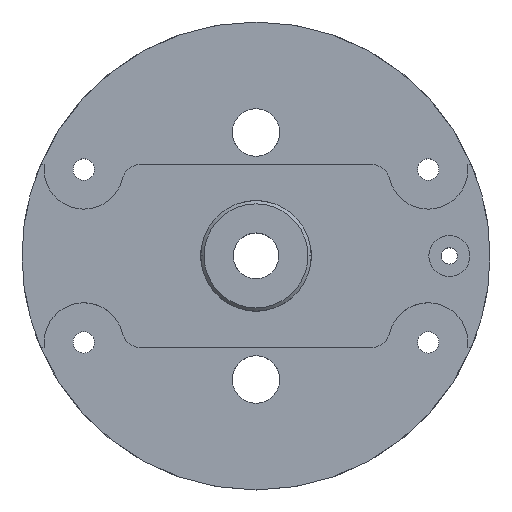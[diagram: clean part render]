
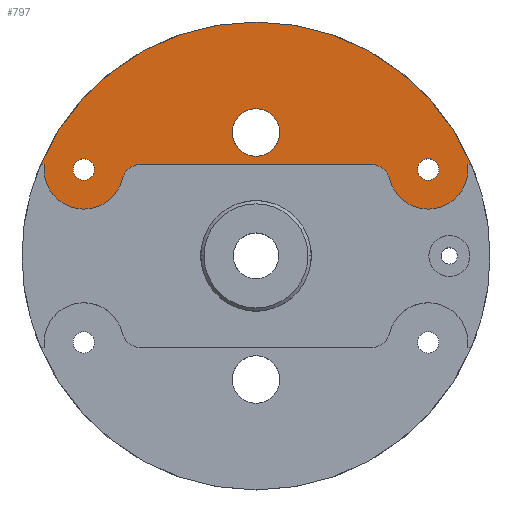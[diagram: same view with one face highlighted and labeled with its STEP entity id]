
A CAD part, top view. The second image highlights one B-rep face of the part: STEP entity #797.
In plain terms, the highlighted planar face has unit normal (0, 0, 1).
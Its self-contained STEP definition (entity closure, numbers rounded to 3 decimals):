
#27 = VERTEX_POINT ( 'NONE', #1229 ) ;
#47 = FACE_BOUND ( 'NONE', #456, .T. ) ;
#60 = CARTESIAN_POINT ( 'NONE',  ( -20.581, 11.825, 2.3 ) ) ;
#61 = AXIS2_PLACEMENT_3D ( 'NONE', #2393, #1527, #1311 ) ;
#62 = LINE ( 'NONE', #914, #1364 ) ;
#73 = CARTESIAN_POINT ( 'NONE',  ( 26.5, 13.3, 2.3 ) ) ;
#74 = CIRCLE ( 'NONE', #1425, 3. ) ;
#152 = VERTEX_POINT ( 'NONE', #2689 ) ;
#178 = CARTESIAN_POINT ( 'NONE',  ( 3.65, 19., 2.3 ) ) ;
#195 = DIRECTION ( 'NONE',  ( 1., 0., 0. ) ) ;
#210 = ORIENTED_EDGE ( 'NONE', *, *, #1352, .T. ) ;
#237 = VERTEX_POINT ( 'NONE', #1751 ) ;
#240 = VERTEX_POINT ( 'NONE', #285 ) ;
#271 = AXIS2_PLACEMENT_3D ( 'NONE', #2148, #1728, #512 ) ;
#285 = CARTESIAN_POINT ( 'NONE',  ( 32.6, 14.1, 2.3 ) ) ;
#334 = EDGE_CURVE ( 'NONE', #152, #642, #844, .T. ) ;
#360 = DIRECTION ( 'NONE',  ( 1., 0., 0. ) ) ;
#396 = DIRECTION ( 'NONE',  ( 0., 0., -1. ) ) ;
#400 = LINE ( 'NONE', #2307, #957 ) ;
#404 = CARTESIAN_POINT ( 'NONE',  ( -17.67, 11.1, 2.3 ) ) ;
#436 = EDGE_CURVE ( 'NONE', #2543, #1842, #668, .T. ) ;
#456 = EDGE_LOOP ( 'NONE', ( #722, #210 ) ) ;
#465 = DIRECTION ( 'NONE',  ( 1., 0., 0. ) ) ;
#477 = FACE_BOUND ( 'NONE', #902, .T. ) ;
#512 = DIRECTION ( 'NONE',  ( 1., 0., 0. ) ) ;
#540 = CARTESIAN_POINT ( 'NONE',  ( -26.5, 13.3, 2.3 ) ) ;
#563 = ORIENTED_EDGE ( 'NONE', *, *, #761, .T. ) ;
#581 = DIRECTION ( 'NONE',  ( 0., -1., 0. ) ) ;
#599 = DIRECTION ( 'NONE',  ( 1., 0., 0. ) ) ;
#615 = CARTESIAN_POINT ( 'NONE',  ( 28.15, 13.3, 2.3 ) ) ;
#639 = AXIS2_PLACEMENT_3D ( 'NONE', #977, #2644, #764 ) ;
#642 = VERTEX_POINT ( 'NONE', #1897 ) ;
#668 = CIRCLE ( 'NONE', #1323, 1.65 ) ;
#672 = CARTESIAN_POINT ( 'NONE',  ( 26.5, 14.1, 2.3 ) ) ;
#695 = EDGE_CURVE ( 'NONE', #1887, #237, #2467, .T. ) ;
#722 = ORIENTED_EDGE ( 'NONE', *, *, #1743, .T. ) ;
#745 = CARTESIAN_POINT ( 'NONE',  ( -3.65, 19., 2.3 ) ) ;
#761 = EDGE_CURVE ( 'NONE', #237, #2711, #62, .T. ) ;
#764 = DIRECTION ( 'NONE',  ( 1., 0., 0. ) ) ;
#771 = CIRCLE ( 'NONE', #639, 3.65 ) ;
#773 = EDGE_CURVE ( 'NONE', #1842, #2543, #1405, .T. ) ;
#782 = VERTEX_POINT ( 'NONE', #1719 ) ;
#797 = ADVANCED_FACE ( 'NONE', ( #47, #477, #2569, #2165 ), #1109, .T. ) ;
#826 = EDGE_CURVE ( 'NONE', #27, #2374, #2206, .T. ) ;
#844 = CIRCLE ( 'NONE', #271, 1.65 ) ;
#853 = ORIENTED_EDGE ( 'NONE', *, *, #1341, .T. ) ;
#901 = EDGE_CURVE ( 'NONE', #1045, #1887, #1066, .T. ) ;
#902 = EDGE_LOOP ( 'NONE', ( #1738, #1591 ) ) ;
#914 = CARTESIAN_POINT ( 'NONE',  ( 26.5, 14.1, 2.3 ) ) ;
#945 = DIRECTION ( 'NONE',  ( 0., 0., -1. ) ) ;
#957 = VECTOR ( 'NONE', #1265, 1000. ) ;
#963 = EDGE_CURVE ( 'NONE', #240, #2344, #1292, .T. ) ;
#977 = CARTESIAN_POINT ( 'NONE',  ( 0., 19., 2.3 ) ) ;
#1004 = CARTESIAN_POINT ( 'NONE',  ( 17.67, 11.1, 2.3 ) ) ;
#1045 = VERTEX_POINT ( 'NONE', #2506 ) ;
#1055 = AXIS2_PLACEMENT_3D ( 'NONE', #1159, #945, #2193 ) ;
#1066 = CIRCLE ( 'NONE', #2383, 6.1 ) ;
#1075 = ORIENTED_EDGE ( 'NONE', *, *, #2287, .T. ) ;
#1083 = CARTESIAN_POINT ( 'NONE',  ( 26.5, 13.3, 2.3 ) ) ;
#1084 = ORIENTED_EDGE ( 'NONE', *, *, #901, .T. ) ;
#1103 = CARTESIAN_POINT ( 'NONE',  ( 33.124, 14.1, 2.3 ) ) ;
#1105 = CIRCLE ( 'NONE', #1055, 36. ) ;
#1109 = PLANE ( 'NONE',  #1800 ) ;
#1123 = DIRECTION ( 'NONE',  ( 1., 0., 0. ) ) ;
#1159 = CARTESIAN_POINT ( 'NONE',  ( 0., 0., 2.3 ) ) ;
#1180 = DIRECTION ( 'NONE',  ( 0., 0., 1. ) ) ;
#1219 = EDGE_LOOP ( 'NONE', ( #1272, #2579, #1075, #1733, #1872, #853, #2098, #1084, #2401, #563 ) ) ;
#1229 = CARTESIAN_POINT ( 'NONE',  ( 20.581, 11.825, 2.3 ) ) ;
#1237 = CARTESIAN_POINT ( 'NONE',  ( -32.6, 13.3, 2.3 ) ) ;
#1244 = AXIS2_PLACEMENT_3D ( 'NONE', #73, #1551, #465 ) ;
#1250 = DIRECTION ( 'NONE',  ( 1., 0., 0. ) ) ;
#1255 = DIRECTION ( 'NONE',  ( 0., 0., -1. ) ) ;
#1265 = DIRECTION ( 'NONE',  ( 0., 1., 0. ) ) ;
#1272 = ORIENTED_EDGE ( 'NONE', *, *, #1688, .T. ) ;
#1292 = LINE ( 'NONE', #672, #2247 ) ;
#1311 = DIRECTION ( 'NONE',  ( 1., 0., 0. ) ) ;
#1323 = AXIS2_PLACEMENT_3D ( 'NONE', #1083, #1917, #1474 ) ;
#1341 = EDGE_CURVE ( 'NONE', #1724, #782, #2519, .T. ) ;
#1352 = EDGE_CURVE ( 'NONE', #1611, #1634, #1711, .T. ) ;
#1364 = VECTOR ( 'NONE', #1753, 1000. ) ;
#1379 = CIRCLE ( 'NONE', #2002, 1.65 ) ;
#1393 = EDGE_CURVE ( 'NONE', #1724, #2344, #1105, .T. ) ;
#1395 = AXIS2_PLACEMENT_3D ( 'NONE', #1709, #396, #195 ) ;
#1405 = CIRCLE ( 'NONE', #1244, 1.65 ) ;
#1425 = AXIS2_PLACEMENT_3D ( 'NONE', #1004, #1832, #599 ) ;
#1435 = LINE ( 'NONE', #1237, #2003 ) ;
#1454 = AXIS2_PLACEMENT_3D ( 'NONE', #404, #1255, #1852 ) ;
#1474 = DIRECTION ( 'NONE',  ( 1., 0., 0. ) ) ;
#1527 = DIRECTION ( 'NONE',  ( 0., 0., 1. ) ) ;
#1535 = EDGE_LOOP ( 'NONE', ( #2037, #2713 ) ) ;
#1551 = DIRECTION ( 'NONE',  ( 0., 0., -1. ) ) ;
#1576 = CARTESIAN_POINT ( 'NONE',  ( 17.67, 14.1, 2.3 ) ) ;
#1591 = ORIENTED_EDGE ( 'NONE', *, *, #436, .T. ) ;
#1611 = VERTEX_POINT ( 'NONE', #745 ) ;
#1634 = VERTEX_POINT ( 'NONE', #178 ) ;
#1688 = EDGE_CURVE ( 'NONE', #2711, #27, #74, .T. ) ;
#1709 = CARTESIAN_POINT ( 'NONE',  ( 0., 19., 2.3 ) ) ;
#1711 = CIRCLE ( 'NONE', #1395, 3.65 ) ;
#1719 = CARTESIAN_POINT ( 'NONE',  ( -32.6, 14.1, 2.3 ) ) ;
#1724 = VERTEX_POINT ( 'NONE', #2070 ) ;
#1726 = CARTESIAN_POINT ( 'NONE',  ( 32.6, 13.3, 2.3 ) ) ;
#1728 = DIRECTION ( 'NONE',  ( 0., 0., -1. ) ) ;
#1733 = ORIENTED_EDGE ( 'NONE', *, *, #963, .T. ) ;
#1738 = ORIENTED_EDGE ( 'NONE', *, *, #773, .T. ) ;
#1743 = EDGE_CURVE ( 'NONE', #1634, #1611, #771, .T. ) ;
#1751 = CARTESIAN_POINT ( 'NONE',  ( -17.67, 14.1, 2.3 ) ) ;
#1753 = DIRECTION ( 'NONE',  ( 1., 0., 0. ) ) ;
#1800 = AXIS2_PLACEMENT_3D ( 'NONE', #2382, #2190, #1123 ) ;
#1832 = DIRECTION ( 'NONE',  ( 0., 0., -1. ) ) ;
#1842 = VERTEX_POINT ( 'NONE', #615 ) ;
#1852 = DIRECTION ( 'NONE',  ( 1., 0., 0. ) ) ;
#1872 = ORIENTED_EDGE ( 'NONE', *, *, #1393, .F. ) ;
#1887 = VERTEX_POINT ( 'NONE', #60 ) ;
#1897 = CARTESIAN_POINT ( 'NONE',  ( -24.85, 13.3, 2.3 ) ) ;
#1917 = DIRECTION ( 'NONE',  ( 0., 0., -1. ) ) ;
#1999 = CARTESIAN_POINT ( 'NONE',  ( 24.85, 13.3, 2.3 ) ) ;
#2002 = AXIS2_PLACEMENT_3D ( 'NONE', #2430, #2606, #2646 ) ;
#2003 = VECTOR ( 'NONE', #581, 1000. ) ;
#2037 = ORIENTED_EDGE ( 'NONE', *, *, #2621, .T. ) ;
#2070 = CARTESIAN_POINT ( 'NONE',  ( -33.124, 14.1, 2.3 ) ) ;
#2097 = CARTESIAN_POINT ( 'NONE',  ( 26.5, 14.1, 2.3 ) ) ;
#2098 = ORIENTED_EDGE ( 'NONE', *, *, #2260, .T. ) ;
#2148 = CARTESIAN_POINT ( 'NONE',  ( -26.5, 13.3, 2.3 ) ) ;
#2156 = VECTOR ( 'NONE', #2289, 1000. ) ;
#2165 = FACE_BOUND ( 'NONE', #1535, .T. ) ;
#2190 = DIRECTION ( 'NONE',  ( 0., 0., 1. ) ) ;
#2193 = DIRECTION ( 'NONE',  ( 1., 0., 0. ) ) ;
#2206 = CIRCLE ( 'NONE', #61, 6.1 ) ;
#2247 = VECTOR ( 'NONE', #1250, 1000. ) ;
#2260 = EDGE_CURVE ( 'NONE', #782, #1045, #1435, .T. ) ;
#2287 = EDGE_CURVE ( 'NONE', #2374, #240, #400, .T. ) ;
#2289 = DIRECTION ( 'NONE',  ( 1., 0., 0. ) ) ;
#2307 = CARTESIAN_POINT ( 'NONE',  ( 32.6, 13.3, 2.3 ) ) ;
#2344 = VERTEX_POINT ( 'NONE', #1103 ) ;
#2374 = VERTEX_POINT ( 'NONE', #1726 ) ;
#2382 = CARTESIAN_POINT ( 'NONE',  ( 26.5, 13.3, 2.3 ) ) ;
#2383 = AXIS2_PLACEMENT_3D ( 'NONE', #540, #1180, #360 ) ;
#2393 = CARTESIAN_POINT ( 'NONE',  ( 26.5, 13.3, 2.3 ) ) ;
#2401 = ORIENTED_EDGE ( 'NONE', *, *, #695, .T. ) ;
#2430 = CARTESIAN_POINT ( 'NONE',  ( -26.5, 13.3, 2.3 ) ) ;
#2467 = CIRCLE ( 'NONE', #1454, 3. ) ;
#2506 = CARTESIAN_POINT ( 'NONE',  ( -32.6, 13.3, 2.3 ) ) ;
#2519 = LINE ( 'NONE', #2097, #2156 ) ;
#2543 = VERTEX_POINT ( 'NONE', #1999 ) ;
#2569 = FACE_OUTER_BOUND ( 'NONE', #1219, .T. ) ;
#2579 = ORIENTED_EDGE ( 'NONE', *, *, #826, .T. ) ;
#2606 = DIRECTION ( 'NONE',  ( 0., 0., -1. ) ) ;
#2621 = EDGE_CURVE ( 'NONE', #642, #152, #1379, .T. ) ;
#2644 = DIRECTION ( 'NONE',  ( 0., 0., -1. ) ) ;
#2646 = DIRECTION ( 'NONE',  ( 1., 0., 0. ) ) ;
#2689 = CARTESIAN_POINT ( 'NONE',  ( -28.15, 13.3, 2.3 ) ) ;
#2711 = VERTEX_POINT ( 'NONE', #1576 ) ;
#2713 = ORIENTED_EDGE ( 'NONE', *, *, #334, .T. ) ;
